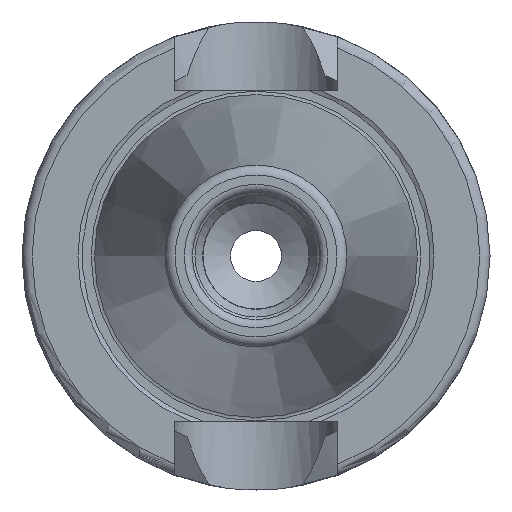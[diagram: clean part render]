
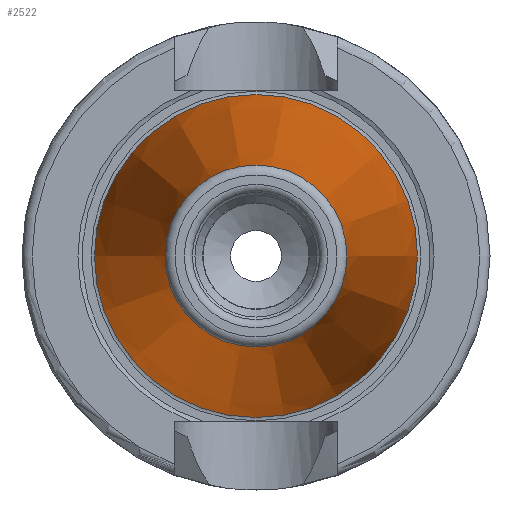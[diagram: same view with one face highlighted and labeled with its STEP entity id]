
A CAD part, left-side view. The second image highlights one B-rep face of the part: STEP entity #2522.
In plain terms, the highlighted conical face has half-angle 8.297 degrees and reference radius 12.408 mm.
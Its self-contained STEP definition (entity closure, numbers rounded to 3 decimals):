
#2488=CARTESIAN_POINT('',(-47.544,8.941,0.0));
#2489=VERTEX_POINT('',#2488);
#2490=CARTESIAN_POINT('',(-47.544,0.,0.0));
#2491=DIRECTION('',(1.0,0.0,0.0));
#2492=DIRECTION('',(0.0,1.0,0.0));
#2493=AXIS2_PLACEMENT_3D('',#2490,#2491,#2492);
#2494=CIRCLE('',#2493,8.941);
#2495=EDGE_CURVE('',#2489,#2489,#2494,.T.);
#2503=CARTESIAN_POINT('',(-23.772,0.,0.0));
#2504=DIRECTION('',(1.0,0.0,0.0));
#2505=DIRECTION('',(0.0,1.0,0.0));
#2506=AXIS2_PLACEMENT_3D('',#2503,#2504,#2505);
#2507=CONICAL_SURFACE('',#2506,12.408,8.297);
#2508=CARTESIAN_POINT('',(0.0,15.875,0.0));
#2509=VERTEX_POINT('',#2508);
#2510=CARTESIAN_POINT('',(0.0,0.,0.0));
#2511=DIRECTION('',(1.0,0.0,0.0));
#2512=DIRECTION('',(0.0,1.0,0.0));
#2513=AXIS2_PLACEMENT_3D('',#2510,#2511,#2512);
#2514=CIRCLE('',#2513,15.875);
#2515=EDGE_CURVE('',#2509,#2509,#2514,.T.);
#2516=ORIENTED_EDGE('',*,*,#2515,.F.);
#2517=EDGE_LOOP('',(#2516));
#2518=FACE_OUTER_BOUND('',#2517,.T.);
#2519=ORIENTED_EDGE('',*,*,#2495,.T.);
#2520=EDGE_LOOP('',(#2519));
#2521=FACE_BOUND('',#2520,.T.);
#2522=ADVANCED_FACE('',(#2518,#2521),#2507,.T.);
